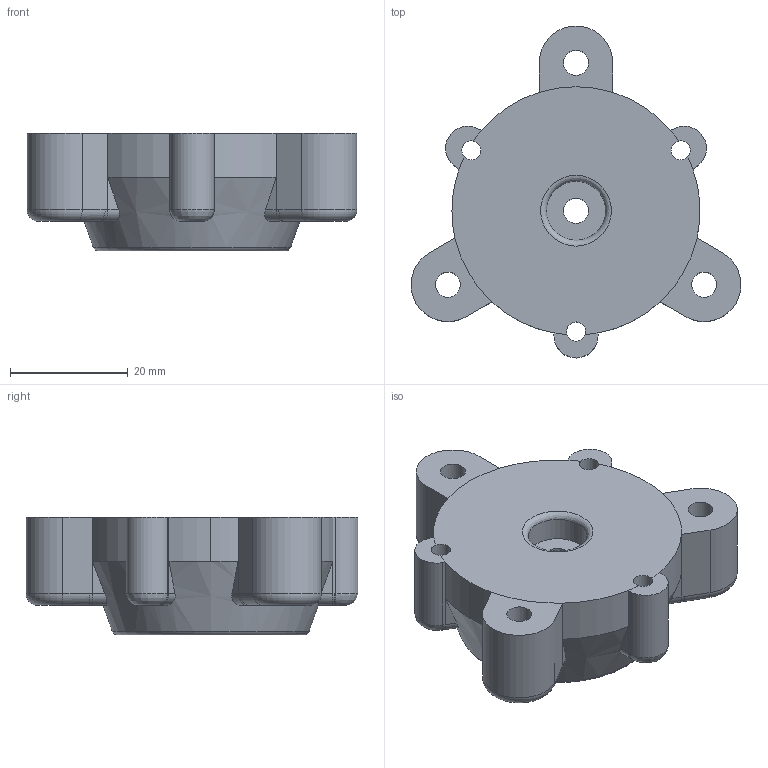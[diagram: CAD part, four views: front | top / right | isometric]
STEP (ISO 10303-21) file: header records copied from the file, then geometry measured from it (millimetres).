
FILE_DESCRIPTION(('FreeCAD Model'),'2;1');
FILE_NAME('Open CASCADE Shape Model','2023-10-08T05:22:07',(''),(''), 'Open CASCADE STEP processor 7.6','FreeCAD','Unknown');
FILE_SCHEMA(('AUTOMOTIVE_DESIGN { 1 0 10303 214 1 1 1 1 }'));
Length unit declared in the file: millimetre
Products named in the file (1): a4
Bounding box: 55.98 x 56.31 x 20 mm (x, y, z)
Volume: 28995.9 mm3; surface area: 8157.5 mm2
Topology: 1 solids, 1 shells, 120 faces, 300 edges, 178 vertices
Faces by surface type: cylinder 49, plane 48, bspline 12, torus 6, revolution 4, cone 1
Full cylindrical faces by diameter (mm): 3.25 x3, 4.25 x4, 10 x1
Entity records: 8785 total; most frequent: CARTESIAN_POINT 3008, DIRECTION 1031, ORIENTED_EDGE 600, PCURVE 600, DEFINITIONAL_REPRESENTATION 600, LINE 463, VECTOR 463, EDGE_CURVE 300
